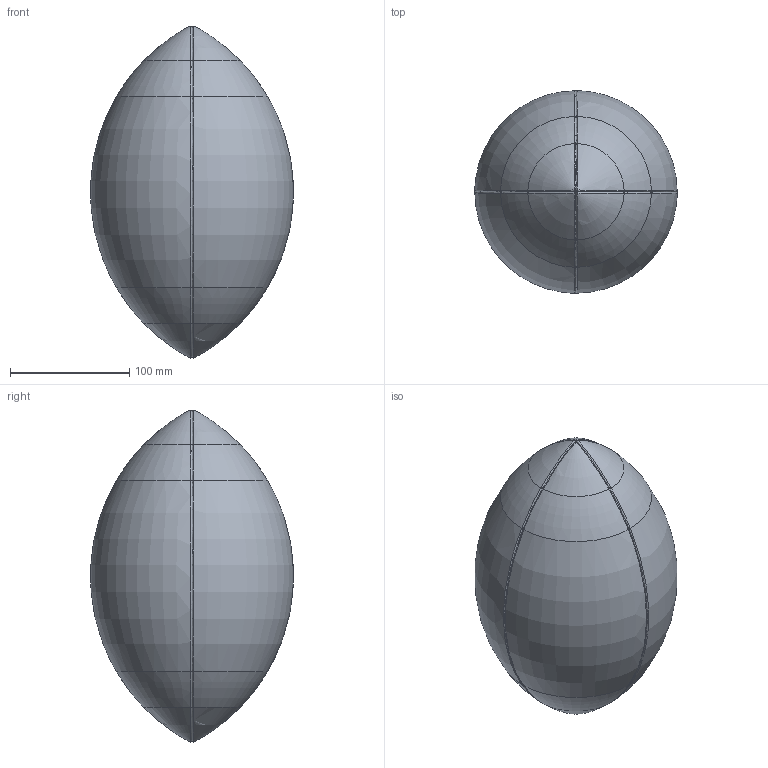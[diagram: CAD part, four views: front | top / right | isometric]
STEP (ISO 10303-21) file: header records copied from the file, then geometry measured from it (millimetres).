
FILE_DESCRIPTION (( 'STEP AP203' ), '1' );
FILE_NAME ('Rugby Ball_Default_sldprt.STEP', '2019-12-15T14:53:12', ( '' ), ( '' ), 'SwSTEP 2.0', 'SolidWorks 2019', '' );
FILE_SCHEMA (( 'CONFIG_CONTROL_DESIGN' ));
Length unit declared in the file: millimetre
Products named in the file (1): Rugby Ball_Default_sldprt
Bounding box: 169.97 x 169.97 x 278.11 mm (x, y, z)
Volume: 290699 mm3; surface area: 237925.2 mm2
Topology: 4 solids, 4 shells, 80 faces, 168 edges, 96 vertices
Faces by surface type: bspline 48, torus 24, plane 8
Entity records: 9323 total; most frequent: CARTESIAN_POINT 8033, ORIENTED_EDGE 336, EDGE_CURVE 168, B_SPLINE_CURVE_WITH_KNOTS 144, DIRECTION 106, VERTEX_POINT 96, EDGE_LOOP 80, FACE_OUTER_BOUND 80
